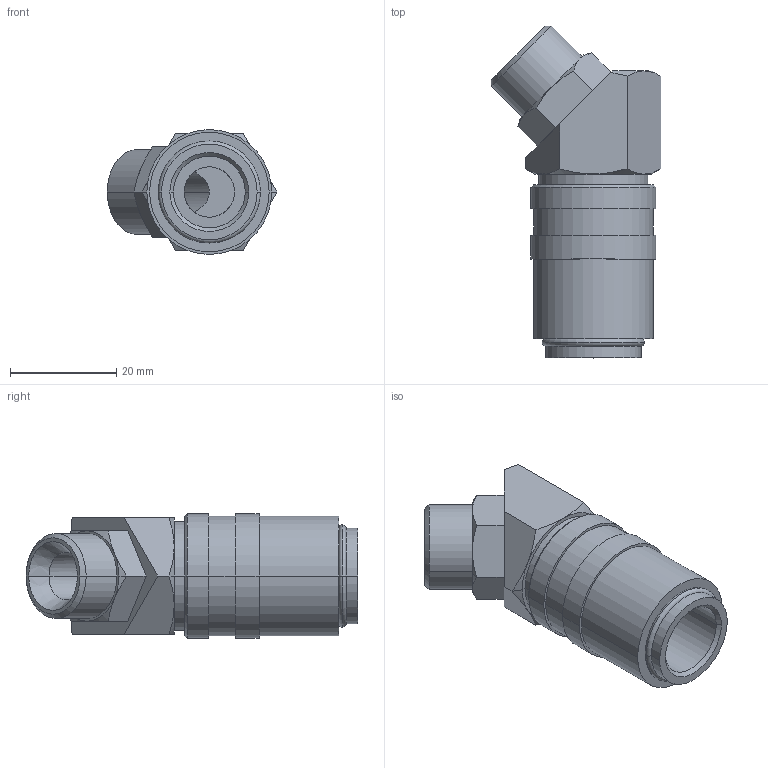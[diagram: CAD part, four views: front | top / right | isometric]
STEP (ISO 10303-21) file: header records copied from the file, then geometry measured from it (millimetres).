
FILE_DESCRIPTION(('STEP AP214'),'1');
FILE_NAME('esh_1615_a-45ab.stp','2020-04-22T06:07:30',('TraceParts'),('TraceParts S.A.'),'Spatial InterOp 3D',' ',' ');
FILE_SCHEMA(('automotive_design'));
Length unit declared in the file: millimetre
Products named in the file (1): 1
Bounding box: 31.93 x 62.48 x 23.5 mm (x, y, z)
Volume: 17250.1 mm3; surface area: 7359.7 mm2
Topology: 1 solids, 1 shells, 77 faces, 167 edges, 101 vertices
Faces by surface type: cone 28, plane 25, cylinder 20, torus 4
Entity records: 2872 total; most frequent: CARTESIAN_POINT 592, DIRECTION 366, ORIENTED_EDGE 334, EDGE_CURVE 167, AXIS2_PLACEMENT_3D 155, VERTEX_POINT 101, EDGE_LOOP 88, STYLED_ITEM 77
